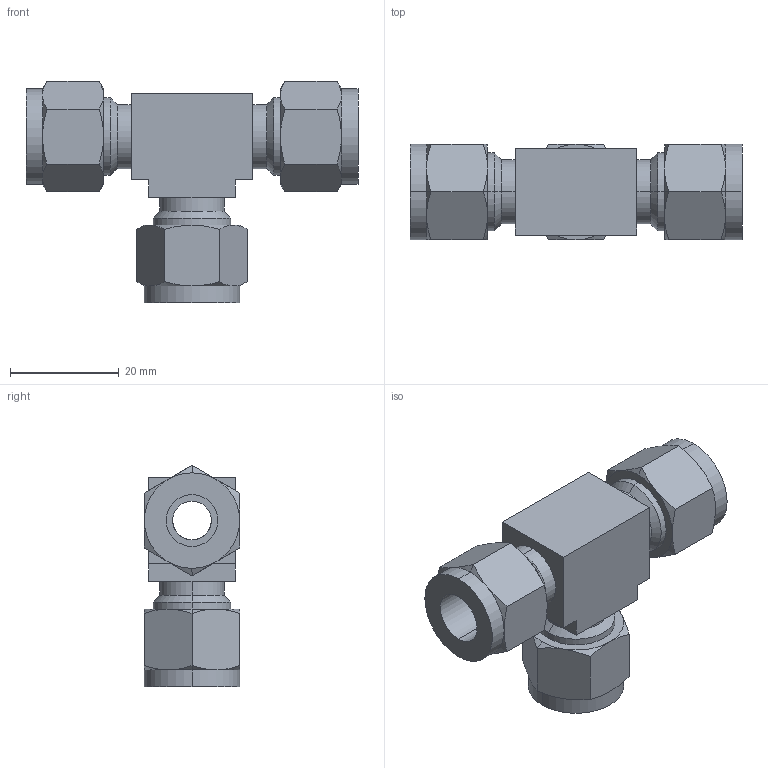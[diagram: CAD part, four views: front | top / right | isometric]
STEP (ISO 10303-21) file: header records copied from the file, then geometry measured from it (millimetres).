
FILE_DESCRIPTION(('starvars output'),'2;1');
FILE_NAME('cv20200221162751000030195.stp','16:27:51 2020/02/21',( 'Thomas Industrial Network Germany GmbH'),( 'Thomas Industrial Network Germany GmbH'),'unknown preprocess','ACIS' ,'unknown authorization');
FILE_SCHEMA(('AUTOMOTIVE_DESIGN_CC2 {UNKNOWN IMPLEMENTATION LEVEL}'));
Length unit declared in the file: millimetre
Products named in the file (1): PRODUCT_ID_1
Bounding box: 60.96 x 17.53 x 40.6 mm (x, y, z)
Volume: 14390.4 mm3; surface area: 8258.8 mm2
Topology: 1 solids, 1 shells, 119 faces, 261 edges, 152 vertices
Faces by surface type: cone 54, plane 37, cylinder 28
Entity records: 3530 total; most frequent: CARTESIAN_POINT 546, ORIENTED_EDGE 522, DIRECTION 269, EDGE_CURVE 261, VERTEX_POINT 152, EDGE_LOOP 131, FACE_BOUND 131, STYLED_ITEM 120
